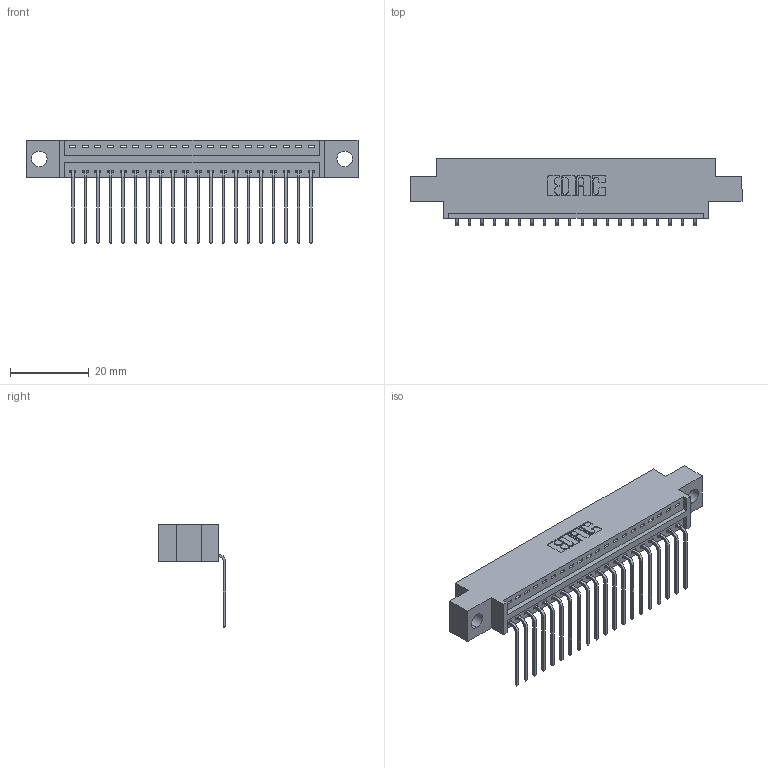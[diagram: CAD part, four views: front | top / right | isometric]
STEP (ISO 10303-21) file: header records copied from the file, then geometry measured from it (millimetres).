
FILE_DESCRIPTION (( 'STEP AP203' ), '1' );
FILE_NAME ('346-020-559-604.STEP', '2018-08-20T22:23:18', ( '' ), ( '' ), 'SwSTEP 2.0', 'SolidWorks 2016', '' );
FILE_SCHEMA (( 'CONFIG_CONTROL_DESIGN' ));
Length unit declared in the file: inch
Products named in the file (3): 346 Part_0.170 Offset - 0.156 Dia-TH; 345-292-001_558 559 Tail - 1; 346-020-559-604
Assembly tree (21 placements, depth 2):
  346-020-559-604
    346 Part_0.170 Offset - 0.156 Dia-TH
    345-292-001_558 559 Tail - 1  x20
Bounding box: 84.07 x 17.08 x 26.16 mm (x, y, z)
Volume: 7720.3 mm3; surface area: 9774.9 mm2
Topology: 21 solids, 21 shells, 1326 faces, 3981 edges, 2626 vertices
Faces by surface type: plane 920, cylinder 406
Entity records: 15593 total; most frequent: CARTESIAN_POINT 2688, ORIENTED_EDGE 2642, DIRECTION 2397, EDGE_CURVE 1321, LINE 1109, VECTOR 1109, VERTEX_POINT 878, AXIS2_PLACEMENT_3D 644
